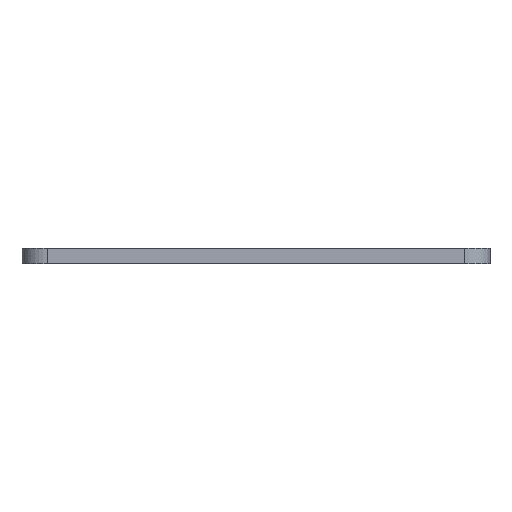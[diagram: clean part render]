
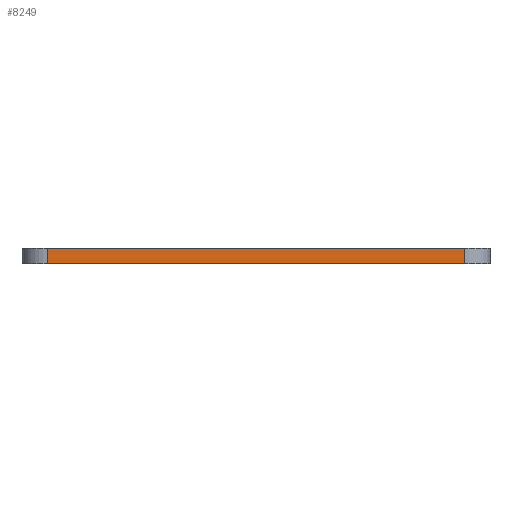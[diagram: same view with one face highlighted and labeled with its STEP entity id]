
A CAD part, left-side view. The second image highlights one B-rep face of the part: STEP entity #8249.
In plain terms, the highlighted planar face has unit normal (-1, 0, 0).
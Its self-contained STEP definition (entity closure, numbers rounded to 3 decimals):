
#696=PLANE('',#9287);
#1040=FACE_OUTER_BOUND('',#1386,.T.);
#1386=EDGE_LOOP('',(#6528,#6529,#6530,#6531));
#2408=LINE('',#13758,#2760);
#2409=LINE('',#13761,#2761);
#2410=LINE('',#13763,#2762);
#2411=LINE('',#13764,#2763);
#2760=VECTOR('',#11681,10.);
#2761=VECTOR('',#11684,10.);
#2762=VECTOR('',#11685,10.);
#2763=VECTOR('',#11686,10.);
#4128=VERTEX_POINT('',#13754);
#4129=VERTEX_POINT('',#13756);
#4130=VERTEX_POINT('',#13760);
#4131=VERTEX_POINT('',#13762);
#5156=EDGE_CURVE('',#4128,#4129,#2408,.T.);
#5157=EDGE_CURVE('',#4128,#4130,#2409,.T.);
#5158=EDGE_CURVE('',#4131,#4129,#2410,.T.);
#5159=EDGE_CURVE('',#4130,#4131,#2411,.T.);
#6528=ORIENTED_EDGE('',*,*,#5157,.F.);
#6529=ORIENTED_EDGE('',*,*,#5156,.T.);
#6530=ORIENTED_EDGE('',*,*,#5158,.F.);
#6531=ORIENTED_EDGE('',*,*,#5159,.F.);
#8249=ADVANCED_FACE('',(#1040),#696,.T.);
#9287=AXIS2_PLACEMENT_3D('',#13759,#11682,#11683);
#11681=DIRECTION('',(0.,0.,1.));
#11682=DIRECTION('center_axis',(-1.,0.,0.));
#11683=DIRECTION('ref_axis',(0.,-1.,0.));
#11684=DIRECTION('',(0.,1.,0.));
#11685=DIRECTION('',(0.,-1.,0.));
#11686=DIRECTION('',(0.,0.,1.));
#13754=CARTESIAN_POINT('',(0.,2.54,0.));
#13756=CARTESIAN_POINT('',(0.,2.54,1.57));
#13758=CARTESIAN_POINT('',(0.,2.54,0.));
#13759=CARTESIAN_POINT('Origin',(0.,44.45,0.));
#13760=CARTESIAN_POINT('',(0.,44.45,0.));
#13761=CARTESIAN_POINT('',(0.,2.54,0.));
#13762=CARTESIAN_POINT('',(0.,44.45,1.57));
#13763=CARTESIAN_POINT('',(0.,2.54,1.57));
#13764=CARTESIAN_POINT('',(0.,44.45,0.));
